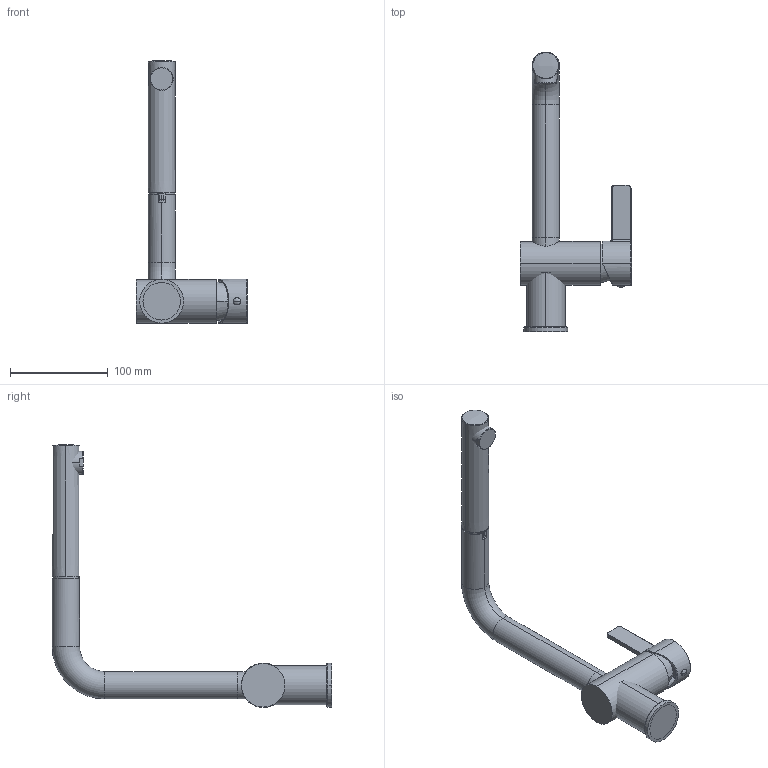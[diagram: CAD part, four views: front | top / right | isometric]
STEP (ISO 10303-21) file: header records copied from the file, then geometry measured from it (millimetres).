
FILE_DESCRIPTION((''),'2;1');
FILE_NAME('RO185CR','2021-01-15T15:24:42',('ut3'),('PAFFONI SpA'),'CREO PARAMETRIC BY PTC INC, 2020044','CREO PARAMETRIC BY PTC INC, 2020044','');
FILE_SCHEMA(('CONFIG_CONTROL_DESIGN','SHAPE_APPEARANCE_LAYERS_GROUPS'));
Length unit declared in the file: millimetre
Products named in the file (1): RO185CR
Bounding box: 114.1 x 286.7 x 269.52 mm (x, y, z)
Surface area: 85596 mm2 (no closed solid volume)
Topology: 0 solids, 17 shells, 116 faces, 323 edges, 217 vertices
Faces by surface type: cylinder 41, plane 32, torus 22, bspline 10, cone 8, sphere 3
Entity records: 5366 total; most frequent: CARTESIAN_POINT 1557, DIRECTION 656, ORIENTED_EDGE 566, EDGE_CURVE 319, AXIS2_PLACEMENT_3D 277, VERTEX_POINT 217, CIRCLE 171, EDGE_LOOP 116
